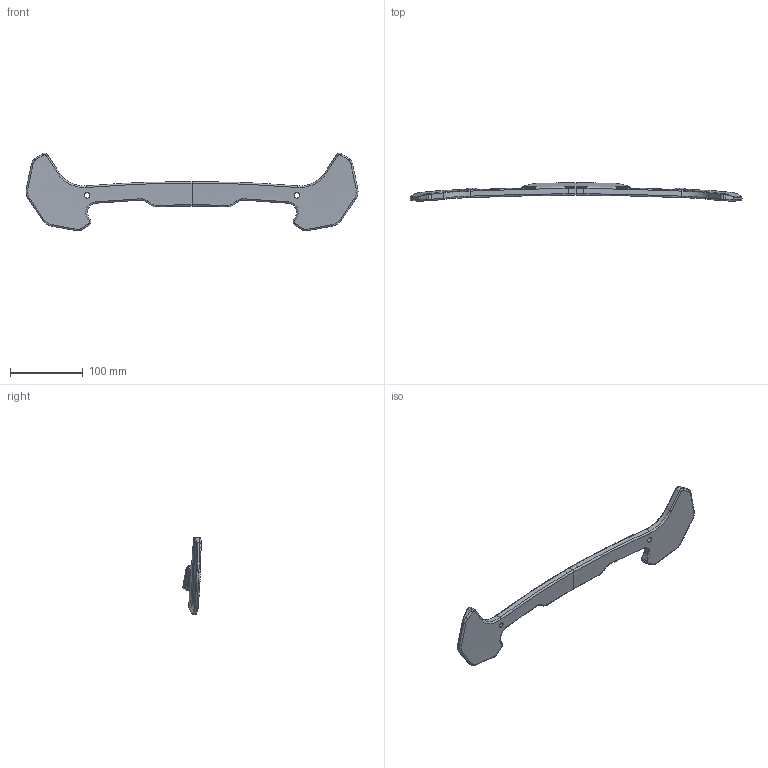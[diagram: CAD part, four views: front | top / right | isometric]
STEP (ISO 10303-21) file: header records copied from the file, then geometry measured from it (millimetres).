
FILE_DESCRIPTION (( 'STEP AP214' ), '1' );
FILE_NAME ('P23889ver12.STEP', '2018-09-14T18:05:33', ( '' ), ( '' ), 'SwSTEP 2.0', 'SolidWorks 2017', '' );
FILE_SCHEMA (( 'AUTOMOTIVE_DESIGN' ));
Length unit declared in the file: millimetre
Products named in the file (1): P23889ver12
Bounding box: 455.86 x 25.14 x 106.61 mm (x, y, z)
Volume: 206733.2 mm3; surface area: 50088.7 mm2
Topology: 1 solids, 1 shells, 408 faces, 956 edges, 556 vertices
Faces by surface type: bspline 276, cylinder 60, plane 50, cone 22
Entity records: 21193 total; most frequent: CARTESIAN_POINT 13970, ORIENTED_EDGE 1912, EDGE_CURVE 956, DIRECTION 904, B_SPLINE_CURVE_WITH_KNOTS 576, VERTEX_POINT 556, EDGE_LOOP 418, ADVANCED_FACE 408
